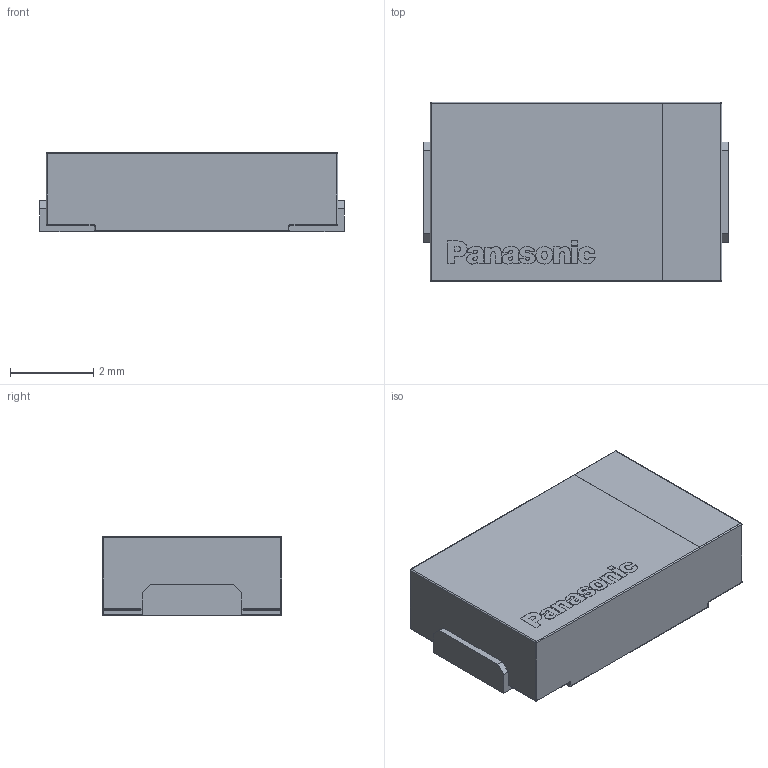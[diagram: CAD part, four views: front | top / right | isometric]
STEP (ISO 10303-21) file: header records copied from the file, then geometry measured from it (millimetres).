
FILE_DESCRIPTION(/* description */ (''),/* implementation_level */ '2;1');
FILE_NAME(/* name */ 'Panasonic EEF-CD0J470R - 2917 cap.stp',/* time_stamp */ '2019-12-13T17:30:25-04:00',/* author */ ('Ricardo'),/* organization */ (''),/* preprocessor_version */ 'ST-DEVELOPER v18',/* originating_system */ 'Autodesk Inventor 2020',/* authorisation */ '');
FILE_SCHEMA (('AUTOMOTIVE_DESIGN { 1 0 10303 214 3 1 1 }'));
Length unit declared in the file: millimetre
Products named in the file (4): Panasonic EEF-CD0J470R - 2917 cap; pins; body; marking
Assembly tree (3 placements, depth 2):
  Panasonic EEF-CD0J470R - 2917 cap
    pins
    body
    marking
Bounding box: 7.3 x 4.3 x 1.9 mm (x, y, z)
Volume: 57.1 mm3; surface area: 141 mm2
Topology: 14 solids, 14 shells, 282 faces, 718 edges, 464 vertices
Faces by surface type: bspline 123, plane 115, cylinder 28, sphere 12, torus 4
Entity records: 9275 total; most frequent: CARTESIAN_POINT 3022, ORIENTED_EDGE 1436, DIRECTION 928, EDGE_CURVE 718, VERTEX_POINT 464, LINE 412, VECTOR 412, EDGE_LOOP 290
